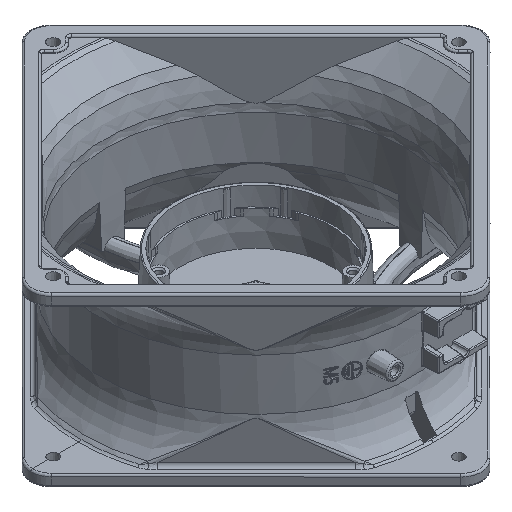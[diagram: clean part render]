
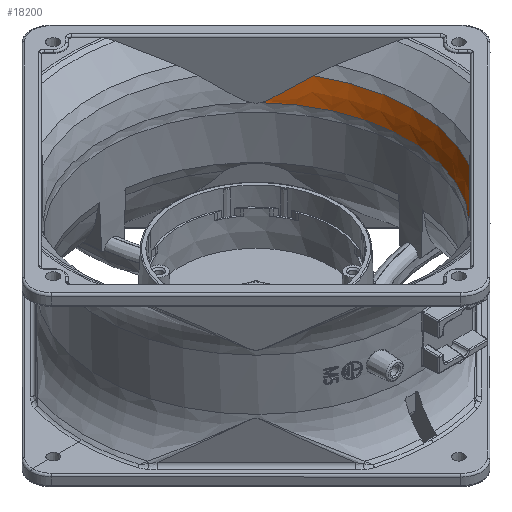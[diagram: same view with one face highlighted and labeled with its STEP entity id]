
A CAD part, isometric view. The second image highlights one B-rep face of the part: STEP entity #18200.
In plain terms, the highlighted toroidal (fillet/blend) face has major radius 128.985 mm and minor radius 48.984 mm.
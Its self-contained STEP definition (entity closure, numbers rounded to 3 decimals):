
#441=TOROIDAL_SURFACE('',#19971,128.985,48.984);
#977=CIRCLE('',#19651,80.29);
#1078=CIRCLE('',#19972,83.28);
#2493=FACE_OUTER_BOUND('',#3607,.T.);
#3607=EDGE_LOOP('',(#15599,#15600,#15601,#15602));
#4536=B_SPLINE_CURVE_WITH_KNOTS('',3,(#49546,#49547,#49548,#49549,#49550,
#49551,#49552,#49553,#49554,#49555,#49556,#49557),.UNSPECIFIED.,.F.,.F.,
(4,2,2,2,2,4),(34.695,34.901,35.906,36.461,
36.764,36.908),.UNSPECIFIED.);
#4537=B_SPLINE_CURVE_WITH_KNOTS('',3,(#49559,#49560,#49561,#49562,#49563,
#49564,#49565,#49566,#49567,#49568,#49569,#49570),.UNSPECIFIED.,.F.,.F.,
(4,2,2,2,2,4),(37.226,37.37,37.672,38.228,
39.233,39.439),.UNSPECIFIED.);
#8110=VERTEX_POINT('',#46776);
#8111=VERTEX_POINT('',#46787);
#8380=VERTEX_POINT('',#49545);
#8381=VERTEX_POINT('',#49558);
#10488=EDGE_CURVE('',#8110,#8111,#977,.T.);
#10915=EDGE_CURVE('',#8380,#8111,#4536,.T.);
#10916=EDGE_CURVE('',#8110,#8381,#4537,.T.);
#10917=EDGE_CURVE('',#8381,#8380,#1078,.T.);
#15599=ORIENTED_EDGE('',*,*,#10915,.T.);
#15600=ORIENTED_EDGE('',*,*,#10488,.F.);
#15601=ORIENTED_EDGE('',*,*,#10916,.T.);
#15602=ORIENTED_EDGE('',*,*,#10917,.T.);
#18200=ADVANCED_FACE('',(#2493),#441,.T.);
#19651=AXIS2_PLACEMENT_3D('',#46788,#23275,#23276);
#19971=AXIS2_PLACEMENT_3D('',#49544,#24105,#24106);
#19972=AXIS2_PLACEMENT_3D('',#49571,#24107,#24108);
#23275=DIRECTION('center_axis',(0.,0.,
1.));
#23276=DIRECTION('ref_axis',(0.721,0.693,0.));
#24105=DIRECTION('center_axis',(0.,0.,1.));
#24106=DIRECTION('ref_axis',(1.,0.,0.));
#24107=DIRECTION('center_axis',(0.,0.,
1.));
#24108=DIRECTION('ref_axis',(0.866,0.5,0.));
#46776=CARTESIAN_POINT('',(57.907,-55.617,13.951));
#46787=CARTESIAN_POINT('',(57.907,55.617,13.951));
#46788=CARTESIAN_POINT('Origin',(0.,0.,
13.951));
#49544=CARTESIAN_POINT('Origin',(0.,0.,8.644));
#49545=CARTESIAN_POINT('',(72.118,41.649,26.265));
#49546=CARTESIAN_POINT('Ctrl Pts',(72.118,41.649,26.265));
#49547=CARTESIAN_POINT('Ctrl Pts',(71.689,42.07,25.847));
#49548=CARTESIAN_POINT('Ctrl Pts',(71.269,42.481,25.437));
#49549=CARTESIAN_POINT('Ctrl Pts',(68.907,44.798,23.123));
#49550=CARTESIAN_POINT('Ctrl Pts',(66.566,47.093,20.795));
#49551=CARTESIAN_POINT('Ctrl Pts',(63.489,50.112,17.884));
#49552=CARTESIAN_POINT('Ctrl Pts',(62.163,51.414,16.666));
#49553=CARTESIAN_POINT('Ctrl Pts',(60.384,53.166,15.271));
#49554=CARTESIAN_POINT('Ctrl Pts',(59.681,53.859,14.764));
#49555=CARTESIAN_POINT('Ctrl Pts',(58.609,54.92,14.206));
#49556=CARTESIAN_POINT('Ctrl Pts',(58.257,55.269,14.056));
#49557=CARTESIAN_POINT('Ctrl Pts',(57.907,55.617,13.951));
#49558=CARTESIAN_POINT('',(72.118,-41.649,26.265));
#49559=CARTESIAN_POINT('Ctrl Pts',(57.907,-55.617,13.951));
#49560=CARTESIAN_POINT('Ctrl Pts',(58.257,-55.269,14.056));
#49561=CARTESIAN_POINT('Ctrl Pts',(58.609,-54.92,14.206));
#49562=CARTESIAN_POINT('Ctrl Pts',(59.681,-53.859,14.764));
#49563=CARTESIAN_POINT('Ctrl Pts',(60.384,-53.166,15.271));
#49564=CARTESIAN_POINT('Ctrl Pts',(62.163,-51.414,16.666));
#49565=CARTESIAN_POINT('Ctrl Pts',(63.489,-50.112,17.884));
#49566=CARTESIAN_POINT('Ctrl Pts',(66.566,-47.093,20.795));
#49567=CARTESIAN_POINT('Ctrl Pts',(68.907,-44.798,23.123));
#49568=CARTESIAN_POINT('Ctrl Pts',(71.269,-42.481,25.437));
#49569=CARTESIAN_POINT('Ctrl Pts',(71.689,-42.07,25.847));
#49570=CARTESIAN_POINT('Ctrl Pts',(72.118,-41.649,26.265));
#49571=CARTESIAN_POINT('Origin',(0.,0.,
26.265));
